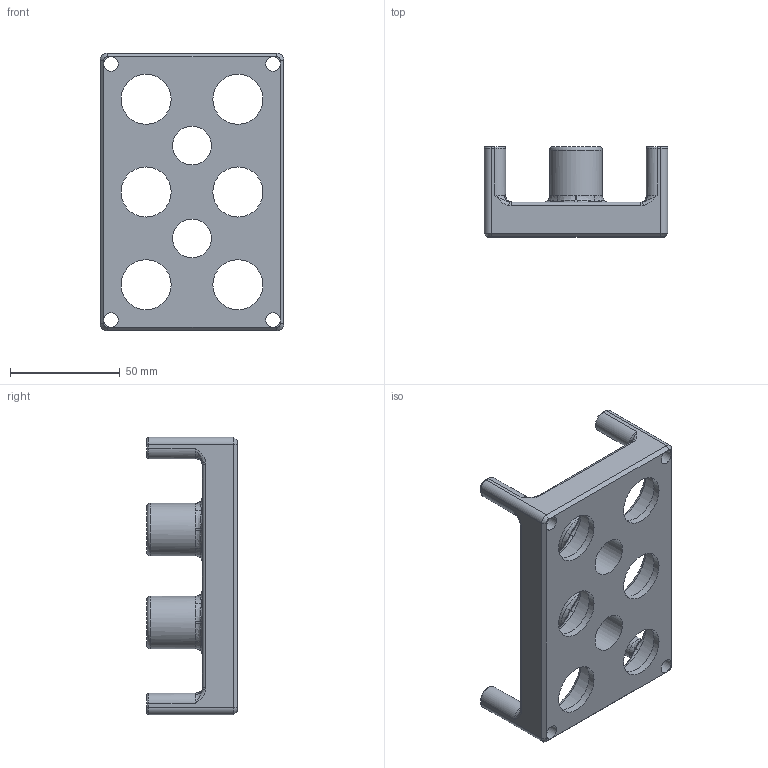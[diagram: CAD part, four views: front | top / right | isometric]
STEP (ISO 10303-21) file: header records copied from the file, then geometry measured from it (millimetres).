
FILE_DESCRIPTION(/* description */ (''),/* implementation_level */ '2;1');
FILE_NAME(/* name */ 'Paintx6 Holder(1.375d).step',/* time_stamp */ '2021-03-02T06:26:55-05:00',/* author */ ('elizh'),/* organization */ (''),/* preprocessor_version */ 'ST-DEVELOPER v18.1',/* originating_system */ 'Autodesk Inventor 2021',/* authorisation */ '');
FILE_SCHEMA (('AUTOMOTIVE_DESIGN { 1 0 10303 214 3 1 1 }'));
Length unit declared in the file: inch
Products named in the file (1): Paintx6 Holder(1.375d)
Bounding box: 83.82 x 41.27 x 126.61 mm (x, y, z)
Volume: 89081.7 mm3; surface area: 45182.3 mm2
Topology: 1 solids, 1 shells, 232 faces, 599 edges, 351 vertices
Faces by surface type: bspline 112, cylinder 40, plane 38, torus 38, cone 4
Full cylindrical faces by diameter (mm): 6.646 x4, 17.67 x2, 22.86 x6, 24.02 x2, 35.56 x6
Entity records: 19303 total; most frequent: CARTESIAN_POINT 14215, ORIENTED_EDGE 1182, DIRECTION 882, EDGE_CURVE 591, AXIS2_PLACEMENT_3D 394, VERTEX_POINT 351, CIRCLE 273, EDGE_LOOP 246
